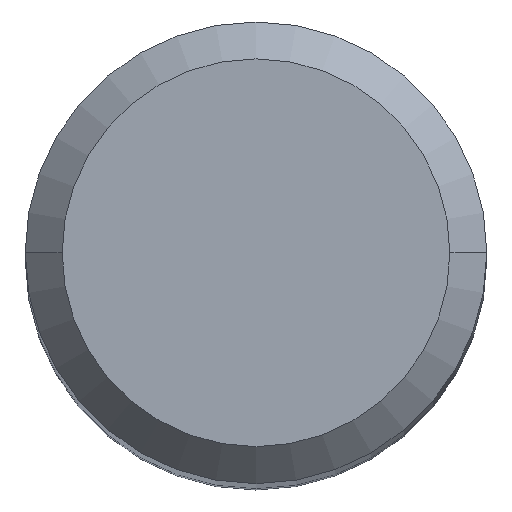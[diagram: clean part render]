
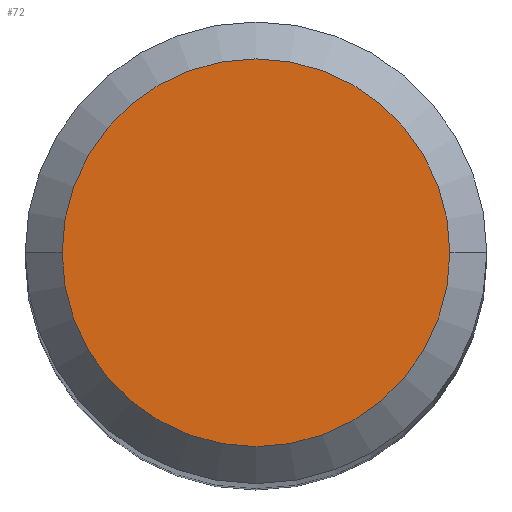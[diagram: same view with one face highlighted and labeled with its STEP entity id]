
A CAD part, top view. The second image highlights one B-rep face of the part: STEP entity #72.
In plain terms, the highlighted planar face has unit normal (0, 0, 1).
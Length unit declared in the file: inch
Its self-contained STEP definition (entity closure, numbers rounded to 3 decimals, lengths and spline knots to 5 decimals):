
#7 = DIRECTION ( 'NONE',  ( 0., 0., 1. ) ) ;
#13 = PLANE ( 'NONE',  #358 ) ;
#46 = DIRECTION ( 'NONE',  ( 0., 0., -1. ) ) ;
#49 = AXIS2_PLACEMENT_3D ( 'NONE', #281, #7, #228 ) ;
#50 = CIRCLE ( 'NONE', #49, 0.105 ) ;
#59 = CARTESIAN_POINT ( 'NONE',  ( 0.105, 0., 0. ) ) ;
#66 = VERTEX_POINT ( 'NONE', #59 ) ;
#72 = ADVANCED_FACE ( 'NONE', ( #292 ), #13, .F. ) ;
#89 = VERTEX_POINT ( 'NONE', #276 ) ;
#145 = ORIENTED_EDGE ( 'NONE', *, *, #252, .T. ) ;
#148 = EDGE_LOOP ( 'NONE', ( #344, #145 ) ) ;
#162 = AXIS2_PLACEMENT_3D ( 'NONE', #270, #307, #275 ) ;
#228 = DIRECTION ( 'NONE',  ( 1., 0., 0. ) ) ;
#245 = DIRECTION ( 'NONE',  ( -1., 0., 0. ) ) ;
#252 = EDGE_CURVE ( 'NONE', #66, #89, #288, .T. ) ;
#270 = CARTESIAN_POINT ( 'NONE',  ( 0., 0., 0. ) ) ;
#275 = DIRECTION ( 'NONE',  ( 1., 0., 0. ) ) ;
#276 = CARTESIAN_POINT ( 'NONE',  ( -0.105, 0., 0. ) ) ;
#281 = CARTESIAN_POINT ( 'NONE',  ( 0., 0., 0. ) ) ;
#288 = CIRCLE ( 'NONE', #162, 0.105 ) ;
#292 = FACE_OUTER_BOUND ( 'NONE', #148, .T. ) ;
#307 = DIRECTION ( 'NONE',  ( 0., 0., 1. ) ) ;
#323 = EDGE_CURVE ( 'NONE', #89, #66, #50, .T. ) ;
#344 = ORIENTED_EDGE ( 'NONE', *, *, #323, .T. ) ;
#358 = AXIS2_PLACEMENT_3D ( 'NONE', #366, #46, #245 ) ;
#366 = CARTESIAN_POINT ( 'NONE',  ( 0., 0.105, 0. ) ) ;
